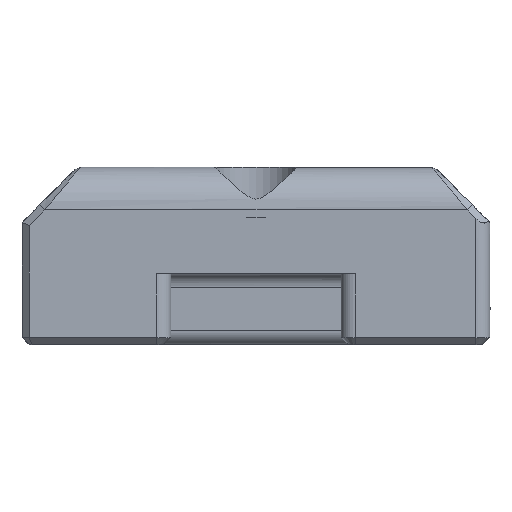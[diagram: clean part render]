
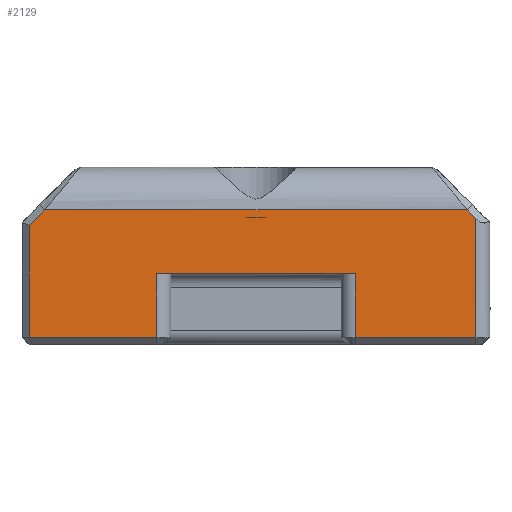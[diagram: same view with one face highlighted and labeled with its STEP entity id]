
A CAD part, left-side view. The second image highlights one B-rep face of the part: STEP entity #2129.
In plain terms, the highlighted planar face has unit normal (-1, 0, 0).
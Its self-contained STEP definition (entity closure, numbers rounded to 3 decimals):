
#199=B_SPLINE_CURVE_WITH_KNOTS('',3,(#4634,#4635,#4636,#4637),
 .UNSPECIFIED.,.F.,.U.,(4,4),(2.121,2.98),
 .UNSPECIFIED.);
#378=VERTEX_POINT('',#4383);
#379=VERTEX_POINT('',#4385);
#389=VERTEX_POINT('',#4542);
#390=VERTEX_POINT('',#4621);
#391=VERTEX_POINT('',#4623);
#392=VERTEX_POINT('',#4625);
#393=VERTEX_POINT('',#4627);
#394=VERTEX_POINT('',#4629);
#395=VERTEX_POINT('',#4631);
#396=VERTEX_POINT('',#4633);
#577=VECTOR('',#2541,1.);
#590=VECTOR('',#2579,1.);
#591=VECTOR('',#2583,1.);
#592=VECTOR('',#2584,1.);
#593=VECTOR('',#2585,1.);
#594=VECTOR('',#2586,1.);
#595=VECTOR('',#2587,1.);
#596=VECTOR('',#2588,1.);
#597=VECTOR('',#2589,1.);
#769=LINE('',#4384,#577);
#782=LINE('',#4541,#590);
#783=LINE('',#4620,#591);
#784=LINE('',#4622,#592);
#785=LINE('',#4624,#593);
#786=LINE('',#4626,#594);
#787=LINE('',#4628,#595);
#788=LINE('',#4630,#596);
#789=LINE('',#4632,#597);
#1006=EDGE_CURVE('',#378,#379,#769,.T.);
#1027=EDGE_CURVE('',#379,#389,#782,.T.);
#1030=EDGE_CURVE('',#378,#390,#783,.T.);
#1031=EDGE_CURVE('',#391,#390,#784,.T.);
#1032=EDGE_CURVE('',#392,#391,#785,.T.);
#1033=EDGE_CURVE('',#393,#392,#786,.T.);
#1034=EDGE_CURVE('',#394,#393,#787,.T.);
#1035=EDGE_CURVE('',#395,#394,#788,.T.);
#1036=EDGE_CURVE('',#396,#395,#789,.T.);
#1037=EDGE_CURVE('',#389,#396,#199,.F.);
#1468=ORIENTED_EDGE('',*,*,#1006,.F.);
#1469=ORIENTED_EDGE('',*,*,#1030,.T.);
#1470=ORIENTED_EDGE('',*,*,#1031,.F.);
#1471=ORIENTED_EDGE('',*,*,#1032,.F.);
#1472=ORIENTED_EDGE('',*,*,#1033,.F.);
#1473=ORIENTED_EDGE('',*,*,#1034,.F.);
#1474=ORIENTED_EDGE('',*,*,#1035,.F.);
#1475=ORIENTED_EDGE('',*,*,#1036,.F.);
#1476=ORIENTED_EDGE('',*,*,#1037,.F.);
#1477=ORIENTED_EDGE('',*,*,#1027,.F.);
#1853=EDGE_LOOP('',(#1468,#1469,#1470,#1471,#1472,#1473,#1474,#1475,#1476,
#1477));
#1994=FACE_BOUND('',#1853,.T.);
#2129=ADVANCED_FACE('',(#1994),#6301,.T.);
#2264=AXIS2_PLACEMENT_3D('',#4619,#2582,$);
#2541=DIRECTION('',(0.,-0.707,0.707));
#2579=DIRECTION('',(0.,-1.,0.));
#2582=DIRECTION('',(-1.,0.,0.));
#2583=DIRECTION('',(0.,0.,-1.));
#2584=DIRECTION('',(0.,1.,0.));
#2585=DIRECTION('',(0.,0.,-1.));
#2586=DIRECTION('',(0.,1.,0.));
#2587=DIRECTION('',(0.,0.,1.));
#2588=DIRECTION('',(0.,1.,0.));
#2589=DIRECTION('',(0.,0.,-1.));
#4383=CARTESIAN_POINT('',(-13.,36.5,3.393));
#4384=CARTESIAN_POINT('',(-13.,35.071,4.821));
#4385=CARTESIAN_POINT('',(-13.,35.393,4.5));
#4541=CARTESIAN_POINT('',(-13.,26.404,4.5));
#4542=CARTESIAN_POINT('',(-13.,5.607,4.5));
#4619=CARTESIAN_POINT('',(-13.,31.,0.));
#4620=CARTESIAN_POINT('',(-13.,36.5,0.));
#4621=CARTESIAN_POINT('',(-13.,36.5,-4.5));
#4622=CARTESIAN_POINT('',(-13.,23.5,-4.5));
#4623=CARTESIAN_POINT('',(-13.,27.5,-4.5));
#4624=CARTESIAN_POINT('',(-13.,27.5,-2.5));
#4625=CARTESIAN_POINT('',(-13.,27.5,0.));
#4626=CARTESIAN_POINT('',(-13.,23.5,0.));
#4627=CARTESIAN_POINT('',(-13.,13.5,0.));
#4628=CARTESIAN_POINT('',(-13.,13.5,-2.5));
#4629=CARTESIAN_POINT('',(-13.,13.5,-4.5));
#4630=CARTESIAN_POINT('',(-13.,23.5,-4.5));
#4631=CARTESIAN_POINT('',(-13.,5.,-4.5));
#4632=CARTESIAN_POINT('',(-13.,5.,0.));
#4633=CARTESIAN_POINT('',(-13.,5.,3.893));
#4634=CARTESIAN_POINT('',(-13.,5.,3.893));
#4635=CARTESIAN_POINT('',(-13.,5.202,4.095));
#4636=CARTESIAN_POINT('',(-13.,5.405,4.298));
#4637=CARTESIAN_POINT('',(-13.,5.607,4.5));
#6301=PLANE('',#2264);
